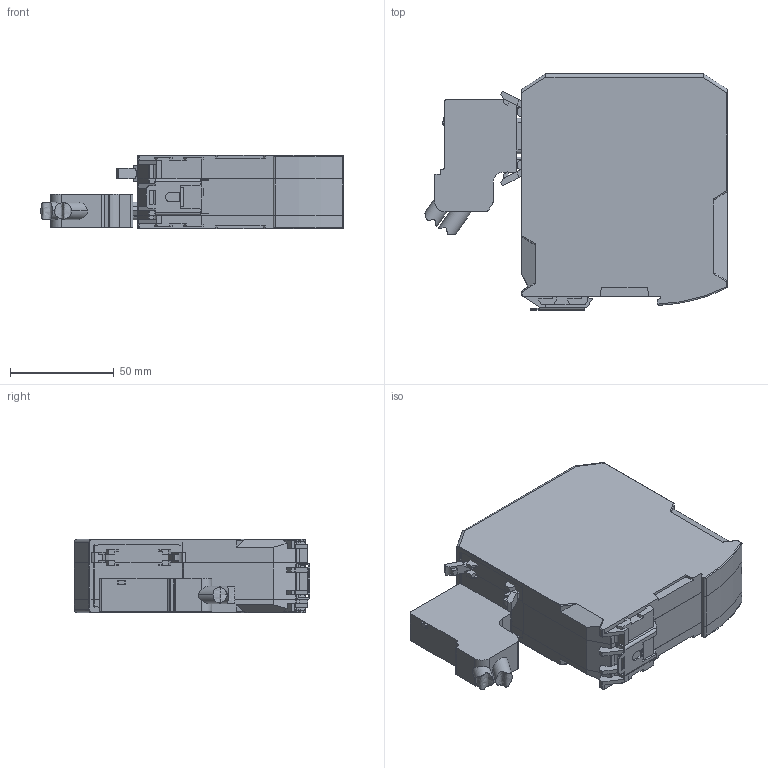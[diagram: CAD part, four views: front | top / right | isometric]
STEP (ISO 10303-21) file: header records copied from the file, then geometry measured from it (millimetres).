
FILE_DESCRIPTION (( 'STEP AP203' ), '1' );
FILE_NAME ('9192 mit FB-Stecker_AP203.STEP', '2010-08-05T12:29:29', ( 'Admin' ), ( 'R. STAHL' ), 'SwSTEP 2.0', 'SolidWorks 2008', '' );
FILE_SCHEMA (( 'CONFIG_CONTROL_DESIGN' ));
Length unit declared in the file: millimetre
Products named in the file (1): 9192 mit FB-Stecker_AP203
Bounding box: 145.6 x 113.5 x 35.2 mm (x, y, z)
Volume: 404589.5 mm3; surface area: 92003.2 mm2
Topology: 9 solids, 9 shells, 815 faces, 2136 edges, 1384 vertices
Faces by surface type: plane 591, cylinder 195, bspline 16, cone 9, torus 4
Entity records: 25722 total; most frequent: CARTESIAN_POINT 5614, ORIENTED_EDGE 4272, DIRECTION 3955, EDGE_CURVE 2136, VECTOR 1687, LINE 1687, VERTEX_POINT 1384, AXIS2_PLACEMENT_3D 1134
